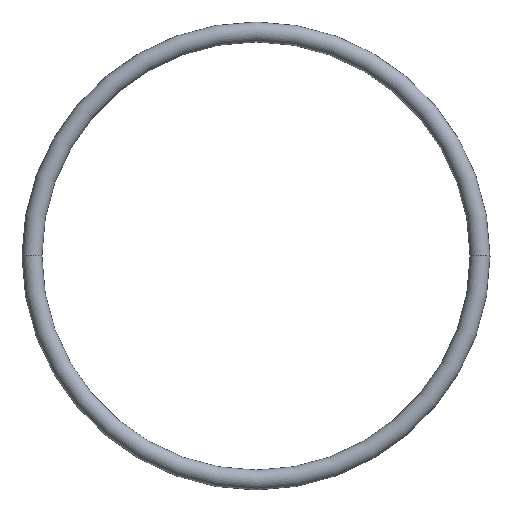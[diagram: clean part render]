
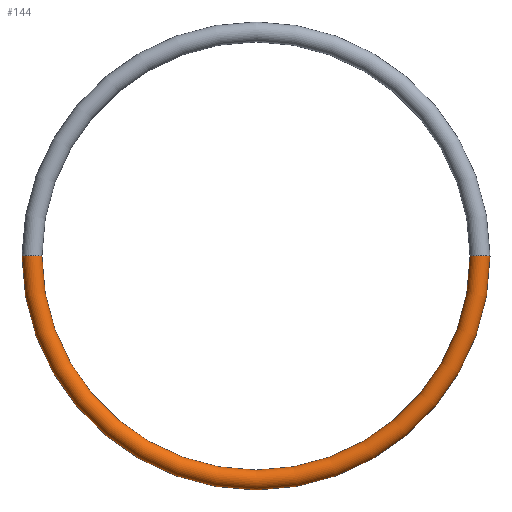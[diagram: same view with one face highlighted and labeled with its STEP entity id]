
A CAD part, top view. The second image highlights one B-rep face of the part: STEP entity #144.
In plain terms, the highlighted toroidal (fillet/blend) face has major radius 39.662 mm and minor radius 1.765 mm.
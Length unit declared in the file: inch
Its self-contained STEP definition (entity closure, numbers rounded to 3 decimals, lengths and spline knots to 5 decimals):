
#2 = EDGE_CURVE ( 'NONE', #154, #173, #27, .T. ) ;
#18 = EDGE_CURVE ( 'NONE', #95, #173, #186, .T. ) ;
#20 = ORIENTED_EDGE ( 'NONE', *, *, #18, .F. ) ;
#21 = AXIS2_PLACEMENT_3D ( 'NONE', #176, #142, #102 ) ;
#23 = DIRECTION ( 'NONE',  ( 0., 0., 1. ) ) ;
#27 = CIRCLE ( 'NONE', #132, 0.0695 ) ;
#34 = CARTESIAN_POINT ( 'NONE',  ( 0., 0., 0. ) ) ;
#50 = CIRCLE ( 'NONE', #21, 0.0695 ) ;
#54 = DIRECTION ( 'NONE',  ( 0., 0., -1. ) ) ;
#63 = FACE_OUTER_BOUND ( 'NONE', #130, .T. ) ;
#66 = AXIS2_PLACEMENT_3D ( 'NONE', #34, #128, #98 ) ;
#81 = TOROIDAL_SURFACE ( 'NONE', #166, 1.5615, 0.0695 ) ;
#89 = DIRECTION ( 'NONE',  ( 1., 0., 0. ) ) ;
#95 = VERTEX_POINT ( 'NONE', #115 ) ;
#96 = EDGE_CURVE ( 'NONE', #174, #95, #50, .T. ) ;
#98 = DIRECTION ( 'NONE',  ( 1., 0., 0. ) ) ;
#99 = CARTESIAN_POINT ( 'NONE',  ( 1.631, 0., 0. ) ) ;
#102 = DIRECTION ( 'NONE',  ( -1., 0., 0. ) ) ;
#104 = CARTESIAN_POINT ( 'NONE',  ( 0., 0., 0. ) ) ;
#115 = CARTESIAN_POINT ( 'NONE',  ( -1.492, 0., 0. ) ) ;
#122 = CIRCLE ( 'NONE', #181, 1.631 ) ;
#124 = ORIENTED_EDGE ( 'NONE', *, *, #153, .T. ) ;
#128 = DIRECTION ( 'NONE',  ( 0., 0., 1. ) ) ;
#130 = EDGE_LOOP ( 'NONE', ( #169, #124, #162, #20 ) ) ;
#132 = AXIS2_PLACEMENT_3D ( 'NONE', #175, #192, #54 ) ;
#133 = DIRECTION ( 'NONE',  ( 0., 0., 1. ) ) ;
#142 = DIRECTION ( 'NONE',  ( 0., 1., 0. ) ) ;
#144 = ADVANCED_FACE ( 'NONE', ( #63 ), #81, .T. ) ;
#153 = EDGE_CURVE ( 'NONE', #174, #154, #122, .T. ) ;
#154 = VERTEX_POINT ( 'NONE', #99 ) ;
#159 = DIRECTION ( 'NONE',  ( 1., 0., 0. ) ) ;
#160 = CARTESIAN_POINT ( 'NONE',  ( 0., 0., 0. ) ) ;
#162 = ORIENTED_EDGE ( 'NONE', *, *, #2, .T. ) ;
#164 = CARTESIAN_POINT ( 'NONE',  ( 1.492, 0., 0. ) ) ;
#166 = AXIS2_PLACEMENT_3D ( 'NONE', #160, #23, #159 ) ;
#169 = ORIENTED_EDGE ( 'NONE', *, *, #96, .F. ) ;
#173 = VERTEX_POINT ( 'NONE', #164 ) ;
#174 = VERTEX_POINT ( 'NONE', #182 ) ;
#175 = CARTESIAN_POINT ( 'NONE',  ( 1.5615, 0., 0. ) ) ;
#176 = CARTESIAN_POINT ( 'NONE',  ( -1.5615, 0., 0. ) ) ;
#181 = AXIS2_PLACEMENT_3D ( 'NONE', #104, #133, #89 ) ;
#182 = CARTESIAN_POINT ( 'NONE',  ( -1.631, 0., 0. ) ) ;
#186 = CIRCLE ( 'NONE', #66, 1.492 ) ;
#192 = DIRECTION ( 'NONE',  ( 0., -1., 0. ) ) ;
